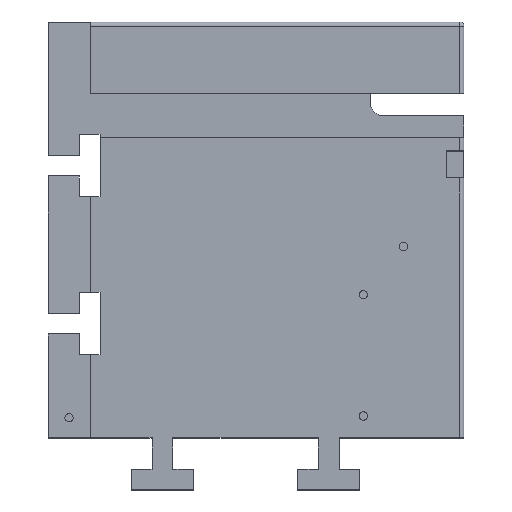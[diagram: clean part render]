
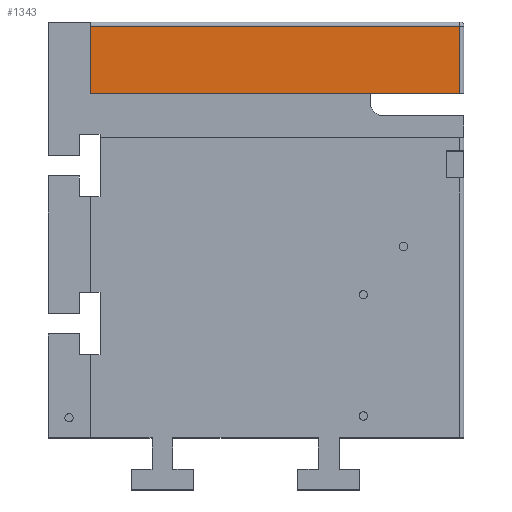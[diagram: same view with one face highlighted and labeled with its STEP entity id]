
A CAD part, top view. The second image highlights one B-rep face of the part: STEP entity #1343.
In plain terms, the highlighted planar face has unit normal (0, 0, 1).
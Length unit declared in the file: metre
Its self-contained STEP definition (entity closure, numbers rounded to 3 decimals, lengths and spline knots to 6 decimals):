
#16=LINE('',#1935,#182);
#17=LINE('',#1938,#183);
#18=LINE('',#1939,#184);
#19=LINE('',#1941,#185);
#182=VECTOR('',#1571,1.);
#183=VECTOR('',#1572,1.);
#184=VECTOR('',#1573,1.);
#185=VECTOR('',#1574,1.);
#375=ORIENTED_EDGE('',*,*,#756,.F.);
#376=ORIENTED_EDGE('',*,*,#757,.T.);
#377=ORIENTED_EDGE('',*,*,#758,.T.);
#378=ORIENTED_EDGE('',*,*,#759,.F.);
#756=EDGE_CURVE('',#947,#948,#16,.T.);
#757=EDGE_CURVE('',#947,#942,#17,.F.);
#758=EDGE_CURVE('',#942,#949,#18,.F.);
#759=EDGE_CURVE('',#948,#949,#19,.T.);
#942=VERTEX_POINT('',#1921);
#947=VERTEX_POINT('',#1936);
#948=VERTEX_POINT('',#1937);
#949=VERTEX_POINT('',#1940);
#1104=EDGE_LOOP('',(#375,#376,#377,#378));
#1194=FACE_BOUND('',#1104,.T.);
#1277=PLANE('',#1442);
#1343=ADVANCED_FACE('',(#1194),#1277,.F.);
#1442=AXIS2_PLACEMENT_3D('',#1934,#1569,#1570);
#1569=DIRECTION('',(0.,0.,-1.));
#1570=DIRECTION('',(1.,0.,0.));
#1571=DIRECTION('',(-1.,0.,0.));
#1572=DIRECTION('',(0.,-1.,0.));
#1573=DIRECTION('',(1.,0.,0.));
#1574=DIRECTION('',(0.,1.,0.));
#1921=CARTESIAN_POINT('',(0.198,0.363986,-0.255143));
#1934=CARTESIAN_POINT('',(0.,0.165986,-0.255143));
#1935=CARTESIAN_POINT('',(0.,0.331486,-0.255143));
#1936=CARTESIAN_POINT('',(0.198,0.331486,-0.255143));
#1937=CARTESIAN_POINT('',(0.0205,0.331486,-0.255143));
#1938=CARTESIAN_POINT('',(0.198,0.365986,-0.255143));
#1939=CARTESIAN_POINT('',(-0.2,0.363986,-0.255143));
#1940=CARTESIAN_POINT('',(0.0205,0.363986,-0.255143));
#1941=CARTESIAN_POINT('',(0.0205,0.165986,-0.255143));
